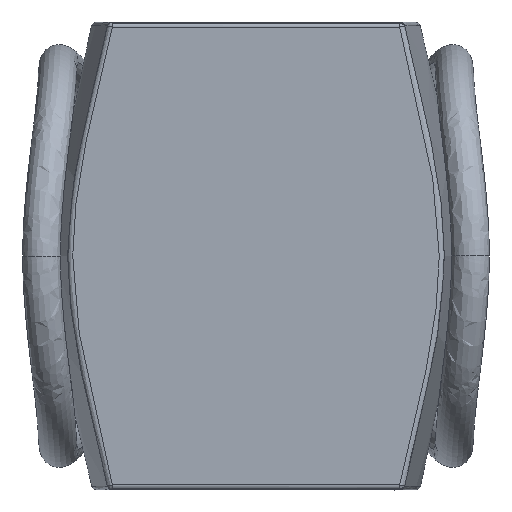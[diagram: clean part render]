
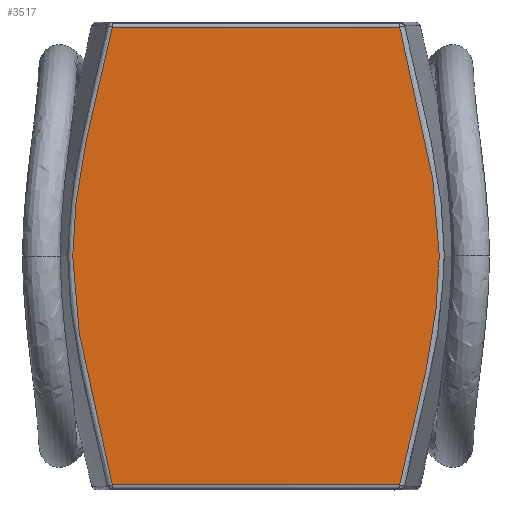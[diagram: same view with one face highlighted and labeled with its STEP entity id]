
A CAD part, front view. The second image highlights one B-rep face of the part: STEP entity #3517.
In plain terms, the highlighted free-form (B-spline) face has degree [1, 1] with [2, 2] control points.
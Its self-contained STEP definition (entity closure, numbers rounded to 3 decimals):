
#568 = VERTEX_POINT('',#569);
#569 = CARTESIAN_POINT('',(-13.221,-44.137,
    161.522));
#575 = EDGE_CURVE('',#568,#576,#578,.T.);
#576 = VERTEX_POINT('',#577);
#577 = CARTESIAN_POINT('',(27.098,-44.137,
    161.522));
#578 = B_SPLINE_CURVE_WITH_KNOTS('',1,(#579,#580),.UNSPECIFIED.,.F.,.F.,
  (2,2),(-6.853,21.524),.PIECEWISE_BEZIER_KNOTS.);
#579 = CARTESIAN_POINT('',(-13.221,-44.137,
    161.522));
#580 = CARTESIAN_POINT('',(27.098,-44.137,
    161.522));
#807 = VERTEX_POINT('',#808);
#808 = CARTESIAN_POINT('',(27.098,-44.137,
    97.301));
#2816 = EDGE_CURVE('',#576,#807,#2817,.T.);
#2817 = B_SPLINE_CURVE_WITH_KNOTS('',3,(#2818,#2819,#2820,#2821,#2822,
    #2823,#2824,#2825,#2826,#2827,#2828,#2829,#2830,#2831,#2832,#2833,
    #2834,#2835,#2836,#2837,#2838,#2839,#2840,#2841,#2842,#2843,#2844,
    #2845,#2846,#2847,#2848,#2849),.UNSPECIFIED.,.F.,.F.,(4,2,2,2,2,2,2,
    2,2,2,2,2,2,2,2,4),(0.,0.003,0.006,
    0.01,0.013,0.016,
    0.02,0.023,0.026,
    0.03,0.033,0.036,
    0.039,0.042,0.044,
    0.046),.UNSPECIFIED.);
#2818 = CARTESIAN_POINT('',(27.098,-44.137,
    161.522));
#2819 = CARTESIAN_POINT('',(27.433,-44.137,160.106
    ));
#2820 = CARTESIAN_POINT('',(27.768,-44.137,
    158.69));
#2821 = CARTESIAN_POINT('',(28.438,-44.137,
    155.858));
#2822 = CARTESIAN_POINT('',(28.774,-44.137,
    154.442));
#2823 = CARTESIAN_POINT('',(29.533,-44.137,
    151.205));
#2824 = CARTESIAN_POINT('',(29.951,-44.137,
    149.384));
#2825 = CARTESIAN_POINT('',(30.647,-44.137,
    146.142));
#2826 = CARTESIAN_POINT('',(30.936,-44.137,
    144.723));
#2827 = CARTESIAN_POINT('',(31.463,-44.137,
    141.874));
#2828 = CARTESIAN_POINT('',(31.702,-44.137,
    140.444));
#2829 = CARTESIAN_POINT('',(32.162,-44.137,
    137.216));
#2830 = CARTESIAN_POINT('',(32.363,-44.137,
    135.416));
#2831 = CARTESIAN_POINT('',(32.588,-44.137,
    132.22));
#2832 = CARTESIAN_POINT('',(32.642,-44.137,
    130.825));
#2833 = CARTESIAN_POINT('',(32.643,-44.137,
    128.032));
#2834 = CARTESIAN_POINT('',(32.589,-44.137,
    126.633));
#2835 = CARTESIAN_POINT('',(32.368,-44.137,
    123.472));
#2836 = CARTESIAN_POINT('',(32.174,-44.137,
    121.71));
#2837 = CARTESIAN_POINT('',(31.729,-44.137,
    118.555));
#2838 = CARTESIAN_POINT('',(31.499,-44.137,
    117.159));
#2839 = CARTESIAN_POINT('',(30.991,-44.137,
    114.383));
#2840 = CARTESIAN_POINT('',(30.713,-44.137,
    113.002));
#2841 = CARTESIAN_POINT('',(30.083,-44.137,
    110.037));
#2842 = CARTESIAN_POINT('',(29.725,-44.137,
    108.456));
#2843 = CARTESIAN_POINT('',(29.065,-44.137,
    105.615));
#2844 = CARTESIAN_POINT('',(28.766,-44.137,
    104.354));
#2845 = CARTESIAN_POINT('',(28.17,-44.137,
    101.831));
#2846 = CARTESIAN_POINT('',(27.871,-44.137,
    100.569));
#2847 = CARTESIAN_POINT('',(27.415,-44.137,
    98.639));
#2848 = CARTESIAN_POINT('',(27.257,-44.137,
    97.97));
#2849 = CARTESIAN_POINT('',(27.098,-44.137,
    97.301));
#3498 = EDGE_CURVE('',#807,#3499,#3501,.T.);
#3499 = VERTEX_POINT('',#3500);
#3500 = CARTESIAN_POINT('',(-13.221,-44.137,
    97.301));
#3501 = B_SPLINE_CURVE_WITH_KNOTS('',1,(#3502,#3503),.UNSPECIFIED.,.F.,
  .F.,(2,2),(-21.524,6.853),.PIECEWISE_BEZIER_KNOTS.);
#3502 = CARTESIAN_POINT('',(27.098,-44.137,
    97.301));
#3503 = CARTESIAN_POINT('',(-13.221,-44.137,
    97.301));
#3517 = ADVANCED_FACE('',(#3518),#3552,.T.);
#3518 = FACE_BOUND('',#3519,.T.);
#3519 = EDGE_LOOP('',(#3520,#3521,#3522,#3551));
#3520 = ORIENTED_EDGE('',*,*,#2816,.F.);
#3521 = ORIENTED_EDGE('',*,*,#575,.F.);
#3522 = ORIENTED_EDGE('',*,*,#3523,.F.);
#3523 = EDGE_CURVE('',#3499,#568,#3524,.T.);
#3524 = B_SPLINE_CURVE_WITH_KNOTS('',3,(#3525,#3526,#3527,#3528,#3529,
    #3530,#3531,#3532,#3533,#3534,#3535,#3536,#3537,#3538,#3539,#3540,
    #3541,#3542,#3543,#3544,#3545,#3546,#3547,#3548,#3549,#3550),
  .UNSPECIFIED.,.F.,.F.,(4,2,2,2,2,2,2,2,2,2,2,2,4),(0.001,
    0.005,0.009,0.016,
    0.02,0.024,0.027,
    0.031,0.038,0.04,
    0.042,0.046,0.046),
  .UNSPECIFIED.);
#3525 = CARTESIAN_POINT('',(-13.221,-44.137,
    97.301));
#3526 = CARTESIAN_POINT('',(-13.675,-44.137,
    99.223));
#3527 = CARTESIAN_POINT('',(-14.13,-44.137,
    101.145));
#3528 = CARTESIAN_POINT('',(-15.05,-44.137,
    105.034));
#3529 = CARTESIAN_POINT('',(-15.515,-44.137,
    106.999));
#3530 = CARTESIAN_POINT('',(-16.661,-44.137,
    112.08));
#3531 = CARTESIAN_POINT('',(-17.311,-44.137,
    115.209));
#3532 = CARTESIAN_POINT('',(-18.12,-44.137,
    120.321));
#3533 = CARTESIAN_POINT('',(-18.373,-44.137,
    122.294));
#3534 = CARTESIAN_POINT('',(-18.684,-44.137,
    125.98));
#3535 = CARTESIAN_POINT('',(-18.764,-44.137,
    127.693));
#3536 = CARTESIAN_POINT('',(-18.764,-44.137,
    131.121));
#3537 = CARTESIAN_POINT('',(-18.684,-44.137,
    132.834));
#3538 = CARTESIAN_POINT('',(-18.375,-44.137,
    136.497));
#3539 = CARTESIAN_POINT('',(-18.128,-44.137,
    138.445));
#3540 = CARTESIAN_POINT('',(-17.332,-44.137,
    143.494));
#3541 = CARTESIAN_POINT('',(-16.694,-44.137,
    146.584));
#3542 = CARTESIAN_POINT('',(-15.785,-44.137,
    150.629));
#3543 = CARTESIAN_POINT('',(-15.559,-44.137,
    151.61));
#3544 = CARTESIAN_POINT('',(-15.101,-44.137,
    153.571));
#3545 = CARTESIAN_POINT('',(-14.869,-44.137,
    154.552));
#3546 = CARTESIAN_POINT('',(-14.174,-44.137,
    157.492));
#3547 = CARTESIAN_POINT('',(-13.71,-44.137,
    159.453));
#3548 = CARTESIAN_POINT('',(-13.238,-44.137,
    161.449));
#3549 = CARTESIAN_POINT('',(-13.229,-44.137,
    161.486));
#3550 = CARTESIAN_POINT('',(-13.221,-44.137,
    161.522));
#3551 = ORIENTED_EDGE('',*,*,#3498,.F.);
#3552 = B_SPLINE_SURFACE_WITH_KNOTS('',1,1,(
    (#3553,#3554)
    ,(#3555,#3556
    )),.UNSPECIFIED.,.F.,.F.,.F.,(2,2),(2,2),(-18.09,
    18.091),(-22.6,22.6),
  .PIECEWISE_BEZIER_KNOTS.);
#3553 = CARTESIAN_POINT('',(-18.764,-44.137,
    97.301));
#3554 = CARTESIAN_POINT('',(-18.764,-44.137,
    161.522));
#3555 = CARTESIAN_POINT('',(32.643,-44.137,
    97.301));
#3556 = CARTESIAN_POINT('',(32.643,-44.137,
    161.522));
